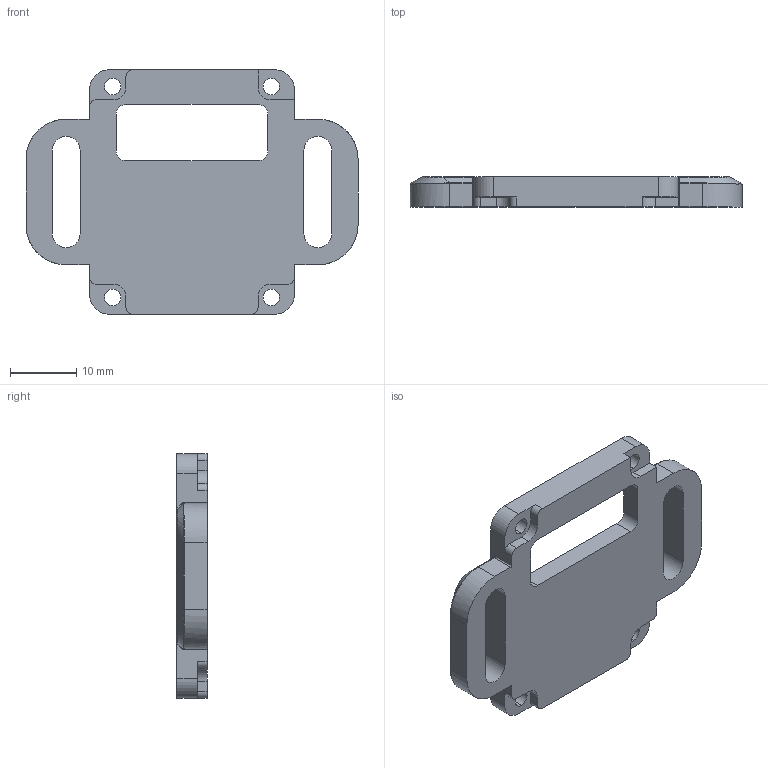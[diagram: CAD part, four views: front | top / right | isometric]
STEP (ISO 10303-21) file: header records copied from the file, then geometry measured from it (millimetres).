
FILE_DESCRIPTION (( 'STEP AP203' ), '1' );
FILE_NAME ('Case Bottom FLIR.STEP', '2020-09-03T18:22:02', ( '' ), ( '' ), 'SwSTEP 2.0', 'SolidWorks 2019', '' );
FILE_SCHEMA (( 'CONFIG_CONTROL_DESIGN' ));
Length unit declared in the file: millimetre
Products named in the file (1): Case Bottom FLIR
Bounding box: 50.25 x 4.57 x 37 mm (x, y, z)
Volume: 4195.4 mm3; surface area: 3862.7 mm2
Topology: 1 solids, 1 shells, 134 faces, 387 edges, 256 vertices
Faces by surface type: cylinder 52, plane 47, bspline 27, torus 8
Entity records: 6257 total; most frequent: CARTESIAN_POINT 2742, ORIENTED_EDGE 774, DIRECTION 666, EDGE_CURVE 387, VERTEX_POINT 256, AXIS2_PLACEMENT_3D 244, LINE 178, VECTOR 178
